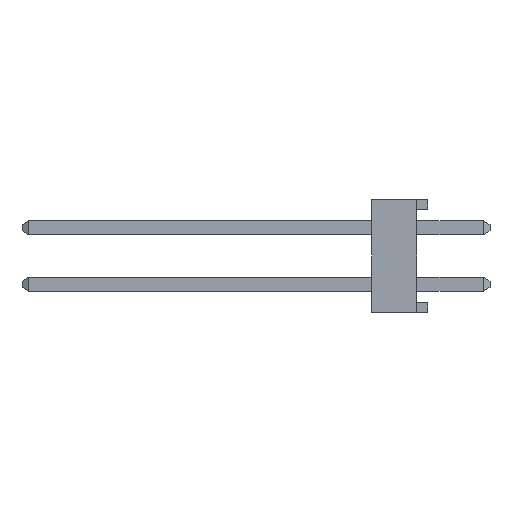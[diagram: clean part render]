
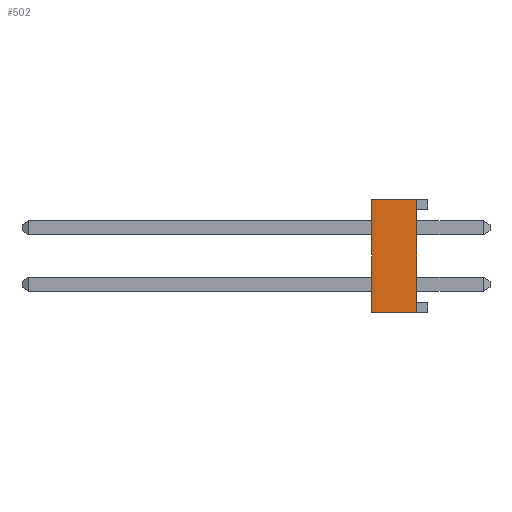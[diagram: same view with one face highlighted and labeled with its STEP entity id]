
A CAD part, left-side view. The second image highlights one B-rep face of the part: STEP entity #502.
In plain terms, the highlighted planar face has unit normal (-1, 0, 0).
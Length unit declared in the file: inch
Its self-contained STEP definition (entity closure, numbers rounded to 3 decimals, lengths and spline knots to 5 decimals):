
#502 = ADVANCED_FACE( '', ( #1004 ), #1005, .F. );
#1004 = FACE_OUTER_BOUND( '', #1502, .T. );
#1005 = PLANE( '', #1503 );
#1502 = EDGE_LOOP( '', ( #2797, #2798, #2799, #2800 ) );
#1503 = AXIS2_PLACEMENT_3D( '', #2801, #2802, #2803 );
#2797 = ORIENTED_EDGE( '', *, *, #3044, .F. );
#2798 = ORIENTED_EDGE( '', *, *, #2965, .F. );
#2799 = ORIENTED_EDGE( '', *, *, #3325, .F. );
#2800 = ORIENTED_EDGE( '', *, *, #3330, .T. );
#2801 = CARTESIAN_POINT( '', ( -0.1, 0.1, -0.1 ) );
#2802 = DIRECTION( '', ( 1., 0., 0. ) );
#2803 = DIRECTION( '', ( 0., 0., -1. ) );
#2965 = EDGE_CURVE( '', #3518, #3520, #3521, .T. );
#3044 = EDGE_CURVE( '', #3520, #3658, #3659, .T. );
#3325 = EDGE_CURVE( '', #4081, #3518, #4083, .T. );
#3330 = EDGE_CURVE( '', #4081, #3658, #4089, .T. );
#3518 = VERTEX_POINT( '', #4311 );
#3520 = VERTEX_POINT( '', #4314 );
#3521 = LINE( '', #4315, #4316 );
#3658 = VERTEX_POINT( '', #4518 );
#3659 = LINE( '', #4519, #4520 );
#4081 = VERTEX_POINT( '', #5156 );
#4083 = LINE( '', #5159, #5160 );
#4089 = LINE( '', #5169, #5170 );
#4311 = CARTESIAN_POINT( '', ( -0.1, 0.1, 0.1 ) );
#4314 = CARTESIAN_POINT( '', ( -0.1, 0.02, 0.1 ) );
#4315 = CARTESIAN_POINT( '', ( -0.1, 0.1, 0.1 ) );
#4316 = VECTOR( '', #5454, 39.37008 );
#4518 = CARTESIAN_POINT( '', ( -0.1, 0.02, -0.1 ) );
#4519 = CARTESIAN_POINT( '', ( -0.1, 0.02, -0.1 ) );
#4520 = VECTOR( '', #5520, 39.37008 );
#5156 = CARTESIAN_POINT( '', ( -0.1, 0.1, -0.1 ) );
#5159 = CARTESIAN_POINT( '', ( -0.1, 0.1, -0.1 ) );
#5160 = VECTOR( '', #5736, 39.37008 );
#5169 = CARTESIAN_POINT( '', ( -0.1, 0.1, -0.1 ) );
#5170 = VECTOR( '', #5740, 39.37008 );
#5454 = DIRECTION( '', ( 0., -1., 0. ) );
#5520 = DIRECTION( '', ( 0., 0., -1. ) );
#5736 = DIRECTION( '', ( 0., 0., 1. ) );
#5740 = DIRECTION( '', ( 0., -1., 0. ) );
